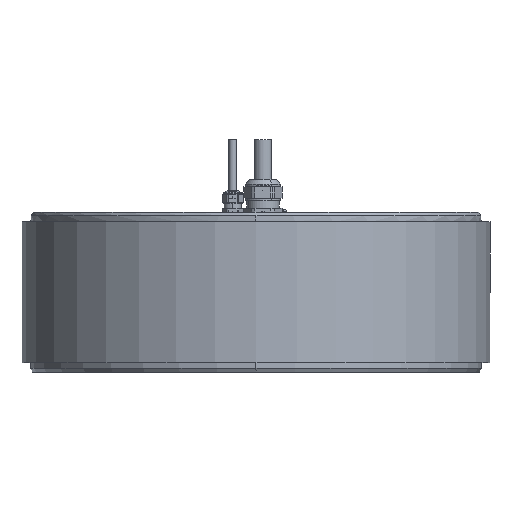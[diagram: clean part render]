
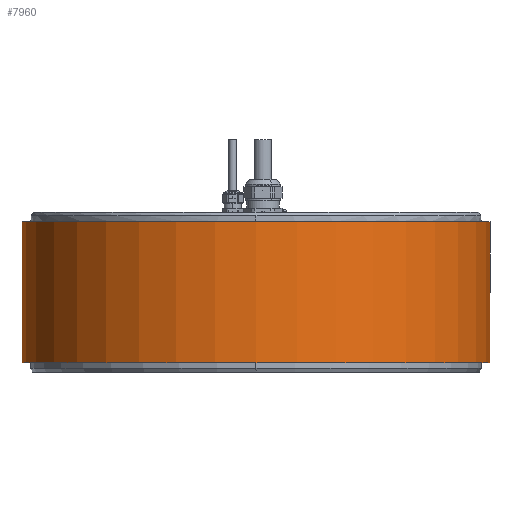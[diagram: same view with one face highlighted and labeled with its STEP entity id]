
A CAD part, front view. The second image highlights one B-rep face of the part: STEP entity #7960.
In plain terms, the highlighted cylindrical face has radius 161 mm (diameter 322 mm), a partial arc.
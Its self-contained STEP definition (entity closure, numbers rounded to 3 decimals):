
#1329=CARTESIAN_POINT('',(0.,0.,-6.6));
#1330=DIRECTION('',(0.,0.,1.));
#1331=DIRECTION('',(-0.183,0.983,0.));
#1332=AXIS2_PLACEMENT_3D('',#1329,#1330,#1331);
#1334=DIRECTION('',(0.,0.,1.));
#1335=VECTOR('',#1334,96.8);
#1336=CARTESIAN_POINT('',(29.5,158.274,-103.4));
#1337=LINE('',#1336,#1335);
#1338=CARTESIAN_POINT('',(0.,0.,-103.4));
#1339=DIRECTION('',(0.,0.,-1.));
#1340=DIRECTION('',(0.183,0.983,0.));
#1341=AXIS2_PLACEMENT_3D('',#1338,#1339,#1340);
#1343=DIRECTION('',(0.,0.,1.));
#1344=VECTOR('',#1343,96.8);
#1345=CARTESIAN_POINT('',(-29.5,158.274,-103.4));
#1346=LINE('',#1345,#1344);
#5325=CARTESIAN_POINT('',(-29.5,158.274,-103.4));
#5326=CARTESIAN_POINT('',(29.5,158.274,-103.4));
#5327=VERTEX_POINT('',#5325);
#5328=VERTEX_POINT('',#5326);
#5329=CARTESIAN_POINT('',(-29.5,158.274,-6.6));
#5330=CARTESIAN_POINT('',(29.5,158.274,-6.6));
#5331=VERTEX_POINT('',#5329);
#5332=VERTEX_POINT('',#5330);
#7948=CARTESIAN_POINT('',(0.,0.,-1.76));
#7949=DIRECTION('',(0.,0.,-1.));
#7950=DIRECTION('',(1.,0.,0.));
#7951=AXIS2_PLACEMENT_3D('',#7948,#7949,#7950);
#7952=CYLINDRICAL_SURFACE('',#7951,161.);
#7954=ORIENTED_EDGE('',*,*,#7953,.T.);
#7955=ORIENTED_EDGE('',*,*,#7913,.F.);
#7956=ORIENTED_EDGE('',*,*,#7937,.T.);
#7957=ORIENTED_EDGE('',*,*,#7917,.T.);
#7958=EDGE_LOOP('',(#7954,#7955,#7956,#7957));
#7959=FACE_OUTER_BOUND('',#7958,.F.);
#7960=ADVANCED_FACE('',(#7959),#7952,.T.);
#1333=CIRCLE('',#1332,161.);
#1342=CIRCLE('',#1341,161.);
#7913=EDGE_CURVE('',#5328,#5332,#1337,.T.);
#7917=EDGE_CURVE('',#5327,#5331,#1346,.T.);
#7937=EDGE_CURVE('',#5328,#5327,#1342,.T.);
#7953=EDGE_CURVE('',#5331,#5332,#1333,.T.);
